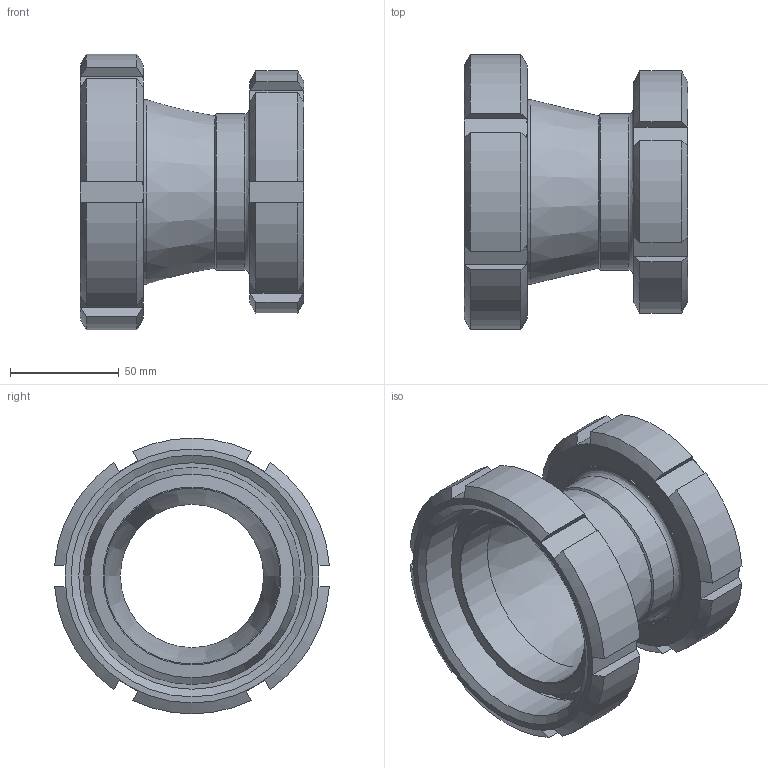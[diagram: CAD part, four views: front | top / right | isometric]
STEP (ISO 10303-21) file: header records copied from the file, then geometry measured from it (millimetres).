
FILE_DESCRIPTION((''),'2;1');
FILE_NAME('26600080X065.stp','2010-08-12T14:15:48',('thilbrands'),(''),'Autodesk Inventor 2008','Autodesk Inventor 2008','');
FILE_SCHEMA(('AUTOMOTIVE_DESIGN { 1 0 10303 214 1 1 1 1 }'));
Length unit declared in the file: millimetre
Products named in the file (6): 266000321025; 114040101-DN80; ENG-007296-DN65; 110000106-DN65; 110000106-DN80; 222000151010-DN80-65
Assembly tree (5 placements, depth 2):
  266000321025
    114040101-DN80
    ENG-007296-DN65
    110000106-DN65
    110000106-DN80
    222000151010-DN80-65
Bounding box: 103 x 126.61 x 127 mm (x, y, z)
Volume: 264841.6 mm3; surface area: 106850 mm2
Topology: 5 solids, 5 shells, 111 faces, 253 edges, 157 vertices
Faces by surface type: plane 51, cone 35, cylinder 23, bspline 2
Full cylindrical faces by diameter (mm): 66 x1, 72 x1, 79 x1, 80 x1, 81 x1, 85 x1, 91.19 x1, 94 x1, 95.4 x1, 104.29 x1, 110.4 x1
Entity records: 3148 total; most frequent: CARTESIAN_POINT 788, DIRECTION 458, ORIENTED_EDGE 458, EDGE_CURVE 229, AXIS2_PLACEMENT_3D 205, VERTEX_POINT 157, EDGE_LOOP 150, FACE_OUTER_BOUND 111
